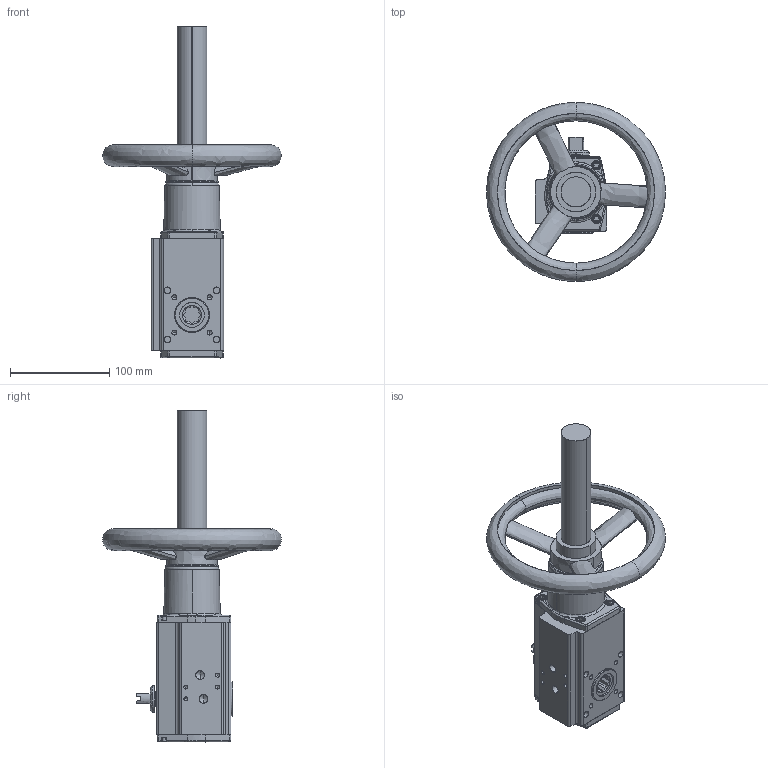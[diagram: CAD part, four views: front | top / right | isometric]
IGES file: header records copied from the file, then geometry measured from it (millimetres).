
Start section: SolidWorks IGES file using analytic representation for surfaces
Global section: file name: 011949.IGS; native system: SolidWorks 2018; preprocessor: SolidWorks 2018; author: mikael.kalrot; date: 180416.095446; units: millimetre
Bounding box: 180 x 180 x 333.9 mm (x, y, z)
Surface area: 120195.1 mm2 (no closed solid volume)
Topology: 0 solids, 0 shells, 514 faces, 7475 edges, 7440 vertices
Faces by surface type: revolution 266, bspline 248
